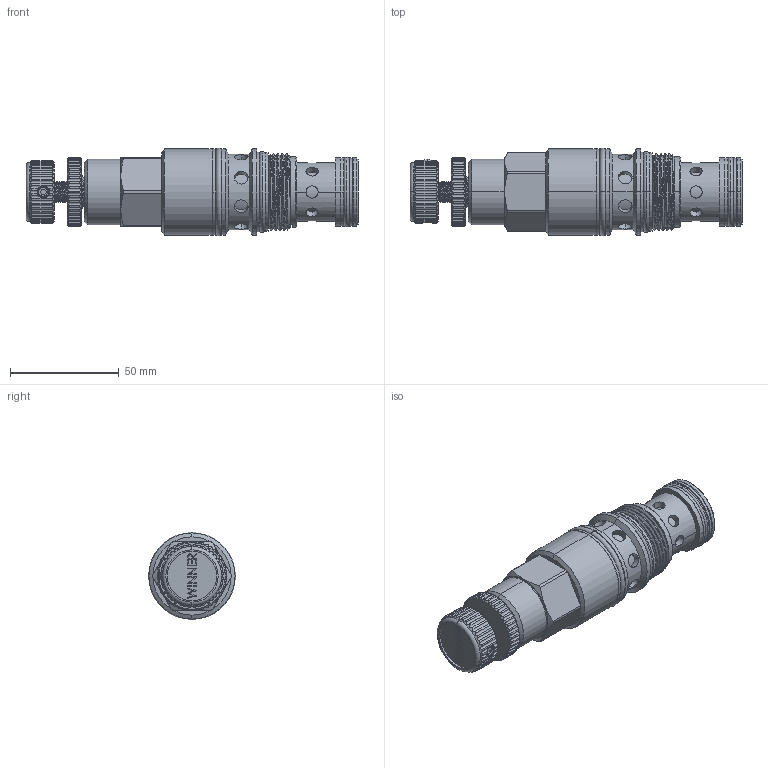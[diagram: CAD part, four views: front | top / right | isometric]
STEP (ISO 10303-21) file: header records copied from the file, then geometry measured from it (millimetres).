
FILE_DESCRIPTION (( 'STEP AP203' ), '1' );
FILE_NAME ('PD17A30-K.STEP', '2021-07-09T02:29:06', ( '' ), ( '' ), 'SwSTEP 2.0', 'SolidWorks 2018', '' );
FILE_SCHEMA (( 'CONFIG_CONTROL_DESIGN' ));
Length unit declared in the file: millimetre
Products named in the file (1): PD17A30-K
Bounding box: 152.85 x 40.39 x 40.39 mm (x, y, z)
Volume: 126137.8 mm3; surface area: 29051.8 mm2
Topology: 6 solids, 6 shells, 569 faces, 1487 edges, 972 vertices
Faces by surface type: cylinder 373, plane 126, cone 34, torus 19, bspline 15, sphere 2
Entity records: 29957 total; most frequent: CARTESIAN_POINT 16496, ORIENTED_EDGE 2974, DIRECTION 2555, EDGE_CURVE 1487, VERTEX_POINT 972, AXIS2_PLACEMENT_3D 970, EDGE_LOOP 621, LINE 615
